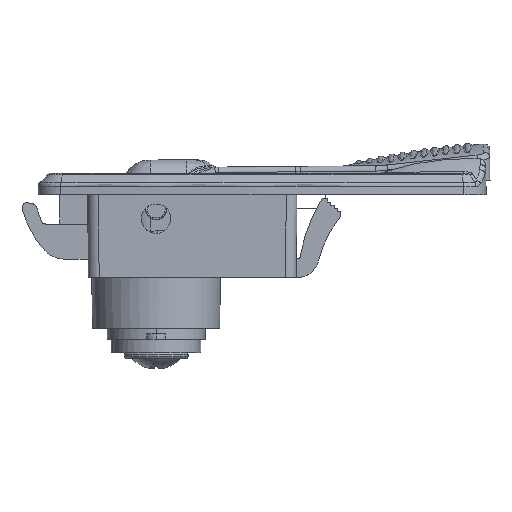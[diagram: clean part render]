
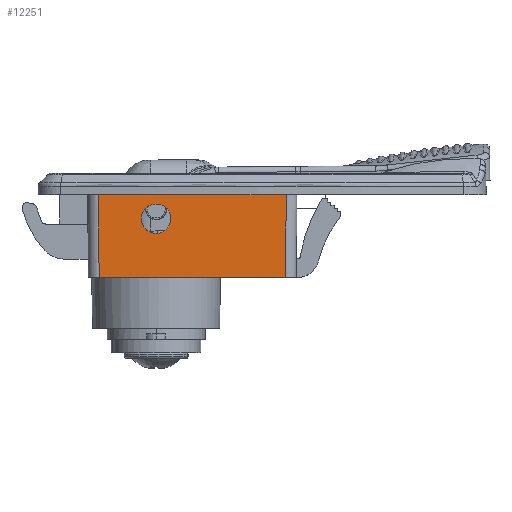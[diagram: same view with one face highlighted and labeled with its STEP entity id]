
A CAD part, front view. The second image highlights one B-rep face of the part: STEP entity #12251.
In plain terms, the highlighted planar face has unit normal (0, -1, -0.009).
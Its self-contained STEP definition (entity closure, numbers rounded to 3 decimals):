
#226 = DIRECTION ( 'NONE',  ( 0., -1., -0.009 ) ) ;
#562 = ORIENTED_EDGE ( 'NONE', *, *, #15567, .F. ) ;
#873 = ORIENTED_EDGE ( 'NONE', *, *, #3765, .F. ) ;
#1521 = VECTOR ( 'NONE', #18366, 1000. ) ;
#1994 = CARTESIAN_POINT ( 'NONE',  ( 4.362, -12.075, -0.094 ) ) ;
#3193 = DIRECTION ( 'NONE',  ( -0.009, -0.009, 1. ) ) ;
#3234 = LINE ( 'NONE', #7117, #1521 ) ;
#3765 = EDGE_CURVE ( 'NONE', #22335, #16753, #9238, .T. ) ;
#3990 = PLANE ( 'NONE',  #10141 ) ;
#4594 = CARTESIAN_POINT ( 'NONE',  ( -14.163, -12.013, -7.219 ) ) ;
#4686 = VECTOR ( 'NONE', #17108, 1000. ) ;
#4715 = CARTESIAN_POINT ( 'NONE',  ( -19.597, -12.013, -7.219 ) ) ;
#5069 = LINE ( 'NONE', #20329, #10736 ) ;
#6043 = EDGE_CURVE ( 'NONE', #14206, #22335, #21011, .T. ) ;
#6228 = FACE_BOUND ( 'NONE', #8536, .T. ) ;
#6718 = EDGE_CURVE ( 'NONE', #17449, #20232, #20710, .T. ) ;
#7117 = CARTESIAN_POINT ( 'NONE',  ( -0.084, -12.075, -0.094 ) ) ;
#7759 = DIRECTION ( 'NONE',  ( -0.009, 0.009, -1. ) ) ;
#7958 = ORIENTED_EDGE ( 'NONE', *, *, #7959, .T. ) ;
#7959 = EDGE_CURVE ( 'NONE', #20232, #17449, #17191, .T. ) ;
#8536 = EDGE_LOOP ( 'NONE', ( #15282, #7958 ) ) ;
#8739 = EDGE_CURVE ( 'NONE', #15879, #14206, #3234, .T. ) ;
#8952 = CARTESIAN_POINT ( 'NONE',  ( -30.219, -12.075, -0.094 ) ) ;
#9238 = LINE ( 'NONE', #24629, #4686 ) ;
#9992 = CARTESIAN_POINT ( 'NONE',  ( 6.469, -12.075, -0.094 ) ) ;
#10141 = AXIS2_PLACEMENT_3D ( 'NONE', #9992, #226, #13504 ) ;
#10736 = VECTOR ( 'NONE', #3193, 1000. ) ;
#12120 = VECTOR ( 'NONE', #7759, 1000. ) ;
#12251 = ADVANCED_FACE ( 'NONE', ( #6228, #19253 ), #3990, .T. ) ;
#12750 = CARTESIAN_POINT ( 'NONE',  ( -25.032, -12.013, -7.219 ) ) ;
#12996 = CARTESIAN_POINT ( 'NONE',  ( -25.032, -12.06, -1.814 ) ) ;
#13504 = DIRECTION ( 'NONE',  ( -1., 0., 0. ) ) ;
#14206 = VERTEX_POINT ( 'NONE', #1994 ) ;
#14362 = CARTESIAN_POINT ( 'NONE',  ( -14.163, -12.06, -1.814 ) ) ;
#15282 = ORIENTED_EDGE ( 'NONE', *, *, #6718, .T. ) ;
#15567 = EDGE_CURVE ( 'NONE', #16753, #15879, #5069, .T. ) ;
#15879 = VERTEX_POINT ( 'NONE', #8952 ) ;
#16288 = CARTESIAN_POINT ( 'NONE',  ( -19.597, -12.06, -1.814 ) ) ;
#16621 = CARTESIAN_POINT ( 'NONE',  ( -19.597, -12.013, -7.219 ) ) ;
#16753 = VERTEX_POINT ( 'NONE', #23391 ) ;
#17108 = DIRECTION ( 'NONE',  ( -1., 0., 0. ) ) ;
#17191 =( BOUNDED_CURVE ( )  B_SPLINE_CURVE ( 3, ( #18218, #14362, #4594, #4715 ),
 .UNSPECIFIED., .F., .T. ) 
 B_SPLINE_CURVE_WITH_KNOTS ( ( 4, 4 ),
 ( 0., 0.5 ),
 .UNSPECIFIED. ) 
 CURVE ( )  GEOMETRIC_REPRESENTATION_ITEM ( )  RATIONAL_B_SPLINE_CURVE ( ( 1., 0.333, 0.333, 1. ) ) 
 REPRESENTATION_ITEM ( '' )  );
#17449 = VERTEX_POINT ( 'NONE', #24044 ) ;
#18218 = CARTESIAN_POINT ( 'NONE',  ( -19.597, -12.06, -1.814 ) ) ;
#18366 = DIRECTION ( 'NONE',  ( 1., 0., 0. ) ) ;
#19145 = CARTESIAN_POINT ( 'NONE',  ( 4.299, -12.012, -7.33 ) ) ;
#19253 = FACE_OUTER_BOUND ( 'NONE', #19386, .T. ) ;
#19386 = EDGE_LOOP ( 'NONE', ( #22336, #24426, #562, #873 ) ) ;
#20232 = VERTEX_POINT ( 'NONE', #16288 ) ;
#20329 = CARTESIAN_POINT ( 'NONE',  ( -30.155, -12.012, -7.33 ) ) ;
#20710 =( BOUNDED_CURVE ( )  B_SPLINE_CURVE ( 3, ( #16621, #12750, #12996, #24509 ),
 .UNSPECIFIED., .F., .T. ) 
 B_SPLINE_CURVE_WITH_KNOTS ( ( 4, 4 ),
 ( 0.5, 1. ),
 .UNSPECIFIED. ) 
 CURVE ( )  GEOMETRIC_REPRESENTATION_ITEM ( )  RATIONAL_B_SPLINE_CURVE ( ( 1., 0.333, 0.333, 1. ) ) 
 REPRESENTATION_ITEM ( '' )  );
#21011 = LINE ( 'NONE', #19145, #12120 ) ;
#22335 = VERTEX_POINT ( 'NONE', #23576 ) ;
#22336 = ORIENTED_EDGE ( 'NONE', *, *, #6043, .F. ) ;
#23391 = CARTESIAN_POINT ( 'NONE',  ( -30.085, -11.942, -15.327 ) ) ;
#23576 = CARTESIAN_POINT ( 'NONE',  ( 4.229, -11.942, -15.327 ) ) ;
#24044 = CARTESIAN_POINT ( 'NONE',  ( -19.597, -12.013, -7.219 ) ) ;
#24426 = ORIENTED_EDGE ( 'NONE', *, *, #8739, .F. ) ;
#24509 = CARTESIAN_POINT ( 'NONE',  ( -19.597, -12.06, -1.814 ) ) ;
#24629 = CARTESIAN_POINT ( 'NONE',  ( -17.547, -11.942, -15.327 ) ) ;
